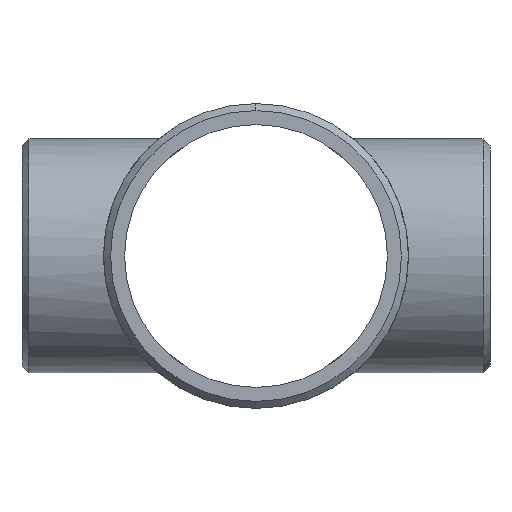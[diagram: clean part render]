
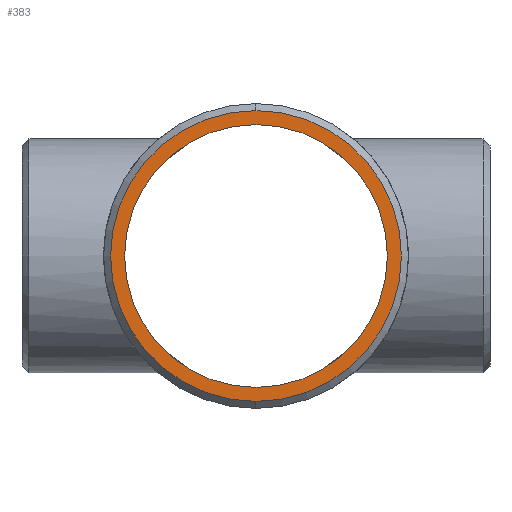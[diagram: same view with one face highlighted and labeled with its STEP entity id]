
A CAD part, left-side view. The second image highlights one B-rep face of the part: STEP entity #383.
In plain terms, the highlighted planar face has unit normal (-1, 0, 0).
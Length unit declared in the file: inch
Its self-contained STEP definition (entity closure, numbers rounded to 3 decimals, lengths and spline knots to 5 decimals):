
#37 = EDGE_CURVE ( 'NONE', #157, #695, #861, .T. ) ;
#43 = DIRECTION ( 'NONE',  ( 0., 0., 1. ) ) ;
#58 = CARTESIAN_POINT ( 'NONE',  ( -7., 0., -4.1145 ) ) ;
#73 = CARTESIAN_POINT ( 'NONE',  ( -7., 0., -3.7185 ) ) ;
#149 = ORIENTED_EDGE ( 'NONE', *, *, #37, .T. ) ;
#157 = VERTEX_POINT ( 'NONE', #515 ) ;
#159 = CARTESIAN_POINT ( 'NONE',  ( -7., 0., 0. ) ) ;
#163 = DIRECTION ( 'NONE',  ( 0., 0., 1. ) ) ;
#206 = AXIS2_PLACEMENT_3D ( 'NONE', #1313, #282, #163 ) ;
#217 = CARTESIAN_POINT ( 'NONE',  ( -7., 0., 3.7185 ) ) ;
#279 = FACE_OUTER_BOUND ( 'NONE', #480, .T. ) ;
#282 = DIRECTION ( 'NONE',  ( -1., 0., 0. ) ) ;
#297 = AXIS2_PLACEMENT_3D ( 'NONE', #604, #1067, #43 ) ;
#301 = DIRECTION ( 'NONE',  ( 1., 0., 0. ) ) ;
#307 = ORIENTED_EDGE ( 'NONE', *, *, #982, .T. ) ;
#312 = ORIENTED_EDGE ( 'NONE', *, *, #665, .T. ) ;
#383 = ADVANCED_FACE ( 'NONE', ( #279, #710 ), #845, .T. ) ;
#480 = EDGE_LOOP ( 'NONE', ( #500, #149 ) ) ;
#500 = ORIENTED_EDGE ( 'NONE', *, *, #719, .T. ) ;
#509 = AXIS2_PLACEMENT_3D ( 'NONE', #999, #1460, #990 ) ;
#515 = CARTESIAN_POINT ( 'NONE',  ( -7., 0., 4.1145 ) ) ;
#604 = CARTESIAN_POINT ( 'NONE',  ( -7., 0., 0. ) ) ;
#605 = DIRECTION ( 'NONE',  ( 0., 0., -1. ) ) ;
#665 = EDGE_CURVE ( 'NONE', #1308, #1181, #1109, .T. ) ;
#678 = CIRCLE ( 'NONE', #297, 3.7185 ) ;
#695 = VERTEX_POINT ( 'NONE', #58 ) ;
#710 = FACE_BOUND ( 'NONE', #1000, .T. ) ;
#713 = AXIS2_PLACEMENT_3D ( 'NONE', #159, #740, #605 ) ;
#719 = EDGE_CURVE ( 'NONE', #695, #157, #1475, .T. ) ;
#740 = DIRECTION ( 'NONE',  ( -1., 0., 0. ) ) ;
#755 = AXIS2_PLACEMENT_3D ( 'NONE', #1339, #301, #1002 ) ;
#845 = PLANE ( 'NONE',  #713 ) ;
#861 = CIRCLE ( 'NONE', #509, 4.1145 ) ;
#982 = EDGE_CURVE ( 'NONE', #1181, #1308, #678, .T. ) ;
#990 = DIRECTION ( 'NONE',  ( 0., 0., 1. ) ) ;
#999 = CARTESIAN_POINT ( 'NONE',  ( -7., 0., 0. ) ) ;
#1000 = EDGE_LOOP ( 'NONE', ( #312, #307 ) ) ;
#1002 = DIRECTION ( 'NONE',  ( 0., 0., 1. ) ) ;
#1067 = DIRECTION ( 'NONE',  ( 1., 0., 0. ) ) ;
#1109 = CIRCLE ( 'NONE', #755, 3.7185 ) ;
#1181 = VERTEX_POINT ( 'NONE', #73 ) ;
#1308 = VERTEX_POINT ( 'NONE', #217 ) ;
#1313 = CARTESIAN_POINT ( 'NONE',  ( -7., 0., 0. ) ) ;
#1339 = CARTESIAN_POINT ( 'NONE',  ( -7., 0., 0. ) ) ;
#1460 = DIRECTION ( 'NONE',  ( -1., 0., 0. ) ) ;
#1475 = CIRCLE ( 'NONE', #206, 4.1145 ) ;
